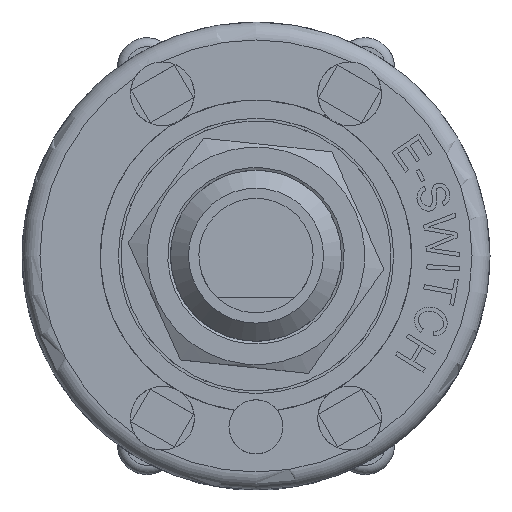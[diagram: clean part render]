
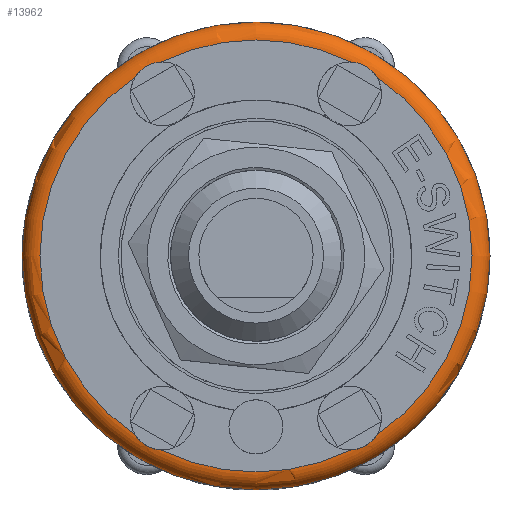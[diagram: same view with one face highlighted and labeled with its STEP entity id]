
A CAD part, top view. The second image highlights one B-rep face of the part: STEP entity #13962.
In plain terms, the highlighted toroidal (fillet/blend) face has major radius 12 mm and minor radius 1 mm.
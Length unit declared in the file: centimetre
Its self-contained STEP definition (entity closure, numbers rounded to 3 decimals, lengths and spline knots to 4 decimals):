
#28=TOROIDAL_SURFACE('',#14697,1.2,0.1);
#657=B_SPLINE_CURVE_WITH_KNOTS('',3,(#24015,#24016,#24017,#24018,#24019,
#24020,#24021,#24022,#24023,#24024,#24025,#24026),.UNSPECIFIED.,.F.,.F.,
(4,2,2,2,2,4),(-0.2692,-0.2446,-0.216,
-0.1921,-0.1645,-0.1357),.UNSPECIFIED.);
#658=B_SPLINE_CURVE_WITH_KNOTS('',3,(#24038,#24039,#24040,#24041,#24042,
#24043,#24044,#24045,#24046,#24047,#24048,#24049),.UNSPECIFIED.,.F.,.F.,
(4,2,2,2,2,4),(-0.2692,-0.2446,-0.216,
-0.1921,-0.1645,-0.1357),.UNSPECIFIED.);
#659=B_SPLINE_CURVE_WITH_KNOTS('',3,(#24066,#24067,#24068,#24069,#24070,
#24071,#24072,#24073,#24074,#24075,#24076,#24077),.UNSPECIFIED.,.F.,.F.,
(4,2,2,2,2,4),(-0.2692,-0.2446,-0.216,
-0.1921,-0.1645,-0.1357),.UNSPECIFIED.);
#660=B_SPLINE_CURVE_WITH_KNOTS('',3,(#24099,#24100,#24101,#24102,#24103,
#24104,#24105,#24106,#24107,#24108,#24109,#24110),.UNSPECIFIED.,.F.,.F.,
(4,2,2,2,2,4),(-0.2692,-0.2446,-0.216,
-0.1921,-0.1645,-0.1357),.UNSPECIFIED.);
#1856=FACE_OUTER_BOUND('',#2680,.T.);
#2680=EDGE_LOOP('',(#12835,#12836,#12837,#12838,#12839,#12840,#12841,#12842,
#12843,#12844,#12845,#12846));
#5820=CIRCLE('',#14650,1.3);
#5847=CIRCLE('',#14698,0.1);
#5848=CIRCLE('',#14699,1.2);
#5849=CIRCLE('',#14700,1.2);
#5850=CIRCLE('',#14701,1.2);
#5851=CIRCLE('',#14702,1.2);
#5852=CIRCLE('',#14703,1.2);
#7097=VERTEX_POINT('',#23977);
#7105=VERTEX_POINT('',#24013);
#7106=VERTEX_POINT('',#24014);
#7109=VERTEX_POINT('',#24036);
#7110=VERTEX_POINT('',#24037);
#7115=VERTEX_POINT('',#24064);
#7116=VERTEX_POINT('',#24065);
#7123=VERTEX_POINT('',#24097);
#7124=VERTEX_POINT('',#24098);
#7127=VERTEX_POINT('',#24120);
#9048=EDGE_CURVE('',#7097,#7097,#5820,.T.);
#9066=EDGE_CURVE('',#7105,#7106,#657,.T.);
#9072=EDGE_CURVE('',#7109,#7110,#658,.T.);
#9080=EDGE_CURVE('',#7115,#7116,#659,.T.);
#9090=EDGE_CURVE('',#7123,#7124,#660,.T.);
#9096=EDGE_CURVE('',#7097,#7127,#5847,.T.);
#9097=EDGE_CURVE('',#7127,#7115,#5848,.T.);
#9098=EDGE_CURVE('',#7116,#7109,#5849,.T.);
#9099=EDGE_CURVE('',#7110,#7105,#5850,.T.);
#9100=EDGE_CURVE('',#7106,#7123,#5851,.T.);
#9101=EDGE_CURVE('',#7124,#7127,#5852,.T.);
#12835=ORIENTED_EDGE('',*,*,#9048,.T.);
#12836=ORIENTED_EDGE('',*,*,#9096,.T.);
#12837=ORIENTED_EDGE('',*,*,#9097,.T.);
#12838=ORIENTED_EDGE('',*,*,#9080,.T.);
#12839=ORIENTED_EDGE('',*,*,#9098,.T.);
#12840=ORIENTED_EDGE('',*,*,#9072,.T.);
#12841=ORIENTED_EDGE('',*,*,#9099,.T.);
#12842=ORIENTED_EDGE('',*,*,#9066,.T.);
#12843=ORIENTED_EDGE('',*,*,#9100,.T.);
#12844=ORIENTED_EDGE('',*,*,#9090,.T.);
#12845=ORIENTED_EDGE('',*,*,#9101,.T.);
#12846=ORIENTED_EDGE('',*,*,#9096,.F.);
#13962=ADVANCED_FACE('',(#1856),#28,.T.);
#14650=AXIS2_PLACEMENT_3D('',#23978,#17428,#17429);
#14697=AXIS2_PLACEMENT_3D('',#24119,#17539,#17540);
#14698=AXIS2_PLACEMENT_3D('',#24121,#17541,#17542);
#14699=AXIS2_PLACEMENT_3D('',#24122,#17543,#17544);
#14700=AXIS2_PLACEMENT_3D('',#24123,#17545,#17546);
#14701=AXIS2_PLACEMENT_3D('',#24124,#17547,#17548);
#14702=AXIS2_PLACEMENT_3D('',#24125,#17549,#17550);
#14703=AXIS2_PLACEMENT_3D('',#24126,#17551,#17552);
#17428=DIRECTION('center_axis',(0.,0.,1.));
#17429=DIRECTION('ref_axis',(-1.,0.,0.));
#17539=DIRECTION('center_axis',(0.,0.,-1.));
#17540=DIRECTION('ref_axis',(-1.,0.,0.));
#17541=DIRECTION('center_axis',(0.,-1.,0.));
#17542=DIRECTION('ref_axis',(1.,0.,0.));
#17543=DIRECTION('center_axis',(0.,0.,-1.));
#17544=DIRECTION('ref_axis',(-1.,0.,0.));
#17545=DIRECTION('center_axis',(0.,0.,-1.));
#17546=DIRECTION('ref_axis',(-1.,0.,0.));
#17547=DIRECTION('center_axis',(0.,0.,-1.));
#17548=DIRECTION('ref_axis',(-1.,0.,0.));
#17549=DIRECTION('center_axis',(0.,0.,-1.));
#17550=DIRECTION('ref_axis',(-1.,0.,0.));
#17551=DIRECTION('center_axis',(0.,0.,-1.));
#17552=DIRECTION('ref_axis',(-1.,0.,0.));
#23977=CARTESIAN_POINT('',(1.3,0.,0.95));
#23978=CARTESIAN_POINT('Origin',(0.,0.,0.95));
#24013=CARTESIAN_POINT('',(-0.67,0.9955,1.05));
#24014=CARTESIAN_POINT('',(-0.5271,1.078,1.05));
#24015=CARTESIAN_POINT('Ctrl Pts',(-0.67,0.9955,
1.05));
#24016=CARTESIAN_POINT('Ctrl Pts',(-0.6646,1.0041,
1.05));
#24017=CARTESIAN_POINT('Ctrl Pts',(-0.6583,1.0124,
1.0498));
#24018=CARTESIAN_POINT('Ctrl Pts',(-0.6428,1.0294,
1.0491));
#24019=CARTESIAN_POINT('Ctrl Pts',(-0.6335,1.0377,
1.0488));
#24020=CARTESIAN_POINT('Ctrl Pts',(-0.615,1.051,1.0484));
#24021=CARTESIAN_POINT('Ctrl Pts',(-0.6061,1.0563,
1.0484));
#24022=CARTESIAN_POINT('Ctrl Pts',(-0.5859,1.0659,1.0487));
#24023=CARTESIAN_POINT('Ctrl Pts',(-0.5747,1.07,1.049));
#24024=CARTESIAN_POINT('Ctrl Pts',(-0.551,1.0759,1.0497));
#24025=CARTESIAN_POINT('Ctrl Pts',(-0.539,1.0775,
1.05));
#24026=CARTESIAN_POINT('Ctrl Pts',(-0.5271,1.078,
1.05));
#24036=CARTESIAN_POINT('',(-0.5271,-1.078,1.05));
#24037=CARTESIAN_POINT('',(-0.67,-0.9955,1.05));
#24038=CARTESIAN_POINT('Ctrl Pts',(-0.5271,-1.078,
1.05));
#24039=CARTESIAN_POINT('Ctrl Pts',(-0.5373,-1.0776,
1.05));
#24040=CARTESIAN_POINT('Ctrl Pts',(-0.5476,-1.0763,
1.0498));
#24041=CARTESIAN_POINT('Ctrl Pts',(-0.5701,-1.0714,1.0491));
#24042=CARTESIAN_POINT('Ctrl Pts',(-0.5819,-1.0675,
1.0488));
#24043=CARTESIAN_POINT('Ctrl Pts',(-0.6027,-1.0581,
1.0484));
#24044=CARTESIAN_POINT('Ctrl Pts',(-0.6117,-1.053,
1.0484));
#24045=CARTESIAN_POINT('Ctrl Pts',(-0.6301,-1.0404,
1.0487));
#24046=CARTESIAN_POINT('Ctrl Pts',(-0.6393,-1.0327,
1.049));
#24047=CARTESIAN_POINT('Ctrl Pts',(-0.6562,-1.0151,
1.0497));
#24048=CARTESIAN_POINT('Ctrl Pts',(-0.6637,-1.0055,
1.05));
#24049=CARTESIAN_POINT('Ctrl Pts',(-0.67,-0.9955,
1.05));
#24064=CARTESIAN_POINT('',(0.67,-0.9955,1.05));
#24065=CARTESIAN_POINT('',(0.5271,-1.078,1.05));
#24066=CARTESIAN_POINT('Ctrl Pts',(0.67,-0.9955,
1.05));
#24067=CARTESIAN_POINT('Ctrl Pts',(0.6646,-1.0041,
1.05));
#24068=CARTESIAN_POINT('Ctrl Pts',(0.6583,-1.0124,
1.0498));
#24069=CARTESIAN_POINT('Ctrl Pts',(0.6428,-1.0294,
1.0491));
#24070=CARTESIAN_POINT('Ctrl Pts',(0.6335,-1.0377,
1.0488));
#24071=CARTESIAN_POINT('Ctrl Pts',(0.615,-1.051,
1.0484));
#24072=CARTESIAN_POINT('Ctrl Pts',(0.6061,-1.0563,
1.0484));
#24073=CARTESIAN_POINT('Ctrl Pts',(0.5859,-1.0659,1.0487));
#24074=CARTESIAN_POINT('Ctrl Pts',(0.5747,-1.07,1.049));
#24075=CARTESIAN_POINT('Ctrl Pts',(0.551,-1.0759,
1.0497));
#24076=CARTESIAN_POINT('Ctrl Pts',(0.539,-1.0775,
1.05));
#24077=CARTESIAN_POINT('Ctrl Pts',(0.5271,-1.078,
1.05));
#24097=CARTESIAN_POINT('',(0.5271,1.078,1.05));
#24098=CARTESIAN_POINT('',(0.67,0.9955,1.05));
#24099=CARTESIAN_POINT('Ctrl Pts',(0.5271,1.078,1.05));
#24100=CARTESIAN_POINT('Ctrl Pts',(0.5373,1.0776,1.05));
#24101=CARTESIAN_POINT('Ctrl Pts',(0.5476,1.0763,1.0498));
#24102=CARTESIAN_POINT('Ctrl Pts',(0.5701,1.0714,1.0491));
#24103=CARTESIAN_POINT('Ctrl Pts',(0.5819,1.0675,1.0488));
#24104=CARTESIAN_POINT('Ctrl Pts',(0.6027,1.0581,1.0484));
#24105=CARTESIAN_POINT('Ctrl Pts',(0.6117,1.053,1.0484));
#24106=CARTESIAN_POINT('Ctrl Pts',(0.6301,1.0404,1.0487));
#24107=CARTESIAN_POINT('Ctrl Pts',(0.6393,1.0327,1.049));
#24108=CARTESIAN_POINT('Ctrl Pts',(0.6562,1.0151,1.0497));
#24109=CARTESIAN_POINT('Ctrl Pts',(0.6637,1.0055,1.05));
#24110=CARTESIAN_POINT('Ctrl Pts',(0.67,0.9955,
1.05));
#24119=CARTESIAN_POINT('Origin',(0.,0.,0.95));
#24120=CARTESIAN_POINT('',(1.2,0.,1.05));
#24121=CARTESIAN_POINT('Origin',(1.2,0.,0.95));
#24122=CARTESIAN_POINT('Origin',(0.,0.,1.05));
#24123=CARTESIAN_POINT('Origin',(0.,0.,1.05));
#24124=CARTESIAN_POINT('Origin',(0.,0.,1.05));
#24125=CARTESIAN_POINT('Origin',(0.,0.,1.05));
#24126=CARTESIAN_POINT('Origin',(0.,0.,1.05));
